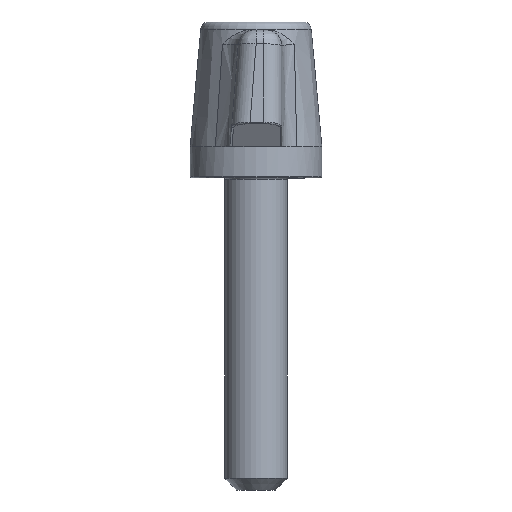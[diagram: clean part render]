
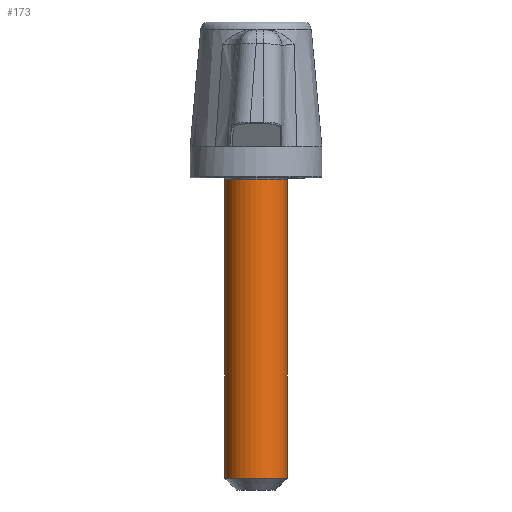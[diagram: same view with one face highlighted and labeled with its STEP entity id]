
A CAD part, front view. The second image highlights one B-rep face of the part: STEP entity #173.
In plain terms, the highlighted cylindrical face has radius 4 mm (diameter 8 mm), a full revolution.
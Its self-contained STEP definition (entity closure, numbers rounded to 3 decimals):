
#173 = ADVANCED_FACE( '', ( #363, #364 ), #365, .T. );
#363 = FACE_OUTER_BOUND( '', #1467, .T. );
#364 = FACE_OUTER_BOUND( '', #1468, .T. );
#365 = CYLINDRICAL_SURFACE( '', #1469, 4. );
#1467 = EDGE_LOOP( '', ( #1944 ) );
#1468 = EDGE_LOOP( '', ( #1945 ) );
#1469 = AXIS2_PLACEMENT_3D( '', #1946, #1947, #1948 );
#1944 = ORIENTED_EDGE( '', *, *, #2188, .T. );
#1945 = ORIENTED_EDGE( '', *, *, #2196, .T. );
#1946 = CARTESIAN_POINT( '', ( 0., 0., -97. ) );
#1947 = DIRECTION( '', ( 0., 0., -1. ) );
#1948 = DIRECTION( '', ( 1., 0., 0. ) );
#2188 = EDGE_CURVE( '', #2440, #2440, #2441, .F. );
#2196 = EDGE_CURVE( '', #2451, #2451, #2452, .T. );
#2440 = VERTEX_POINT( '', #3090 );
#2441 = CIRCLE( '', #3091, 4. );
#2451 = VERTEX_POINT( '', #3158 );
#2452 = CIRCLE( '', #3159, 4. );
#3090 = CARTESIAN_POINT( '', ( 4., 0., -0.183 ) );
#3091 = AXIS2_PLACEMENT_3D( '', #3414, #3415, #3416 );
#3158 = CARTESIAN_POINT( '', ( 4., 0., -38.5 ) );
#3159 = AXIS2_PLACEMENT_3D( '', #3422, #3423, #3424 );
#3414 = CARTESIAN_POINT( '', ( 0., 0., -0.183 ) );
#3415 = DIRECTION( '', ( 0., 0., 1. ) );
#3416 = DIRECTION( '', ( 1., 0., 0. ) );
#3422 = CARTESIAN_POINT( '', ( 0., 0., -38.5 ) );
#3423 = DIRECTION( '', ( 0., 0., 1. ) );
#3424 = DIRECTION( '', ( 1., 0., 0. ) );
